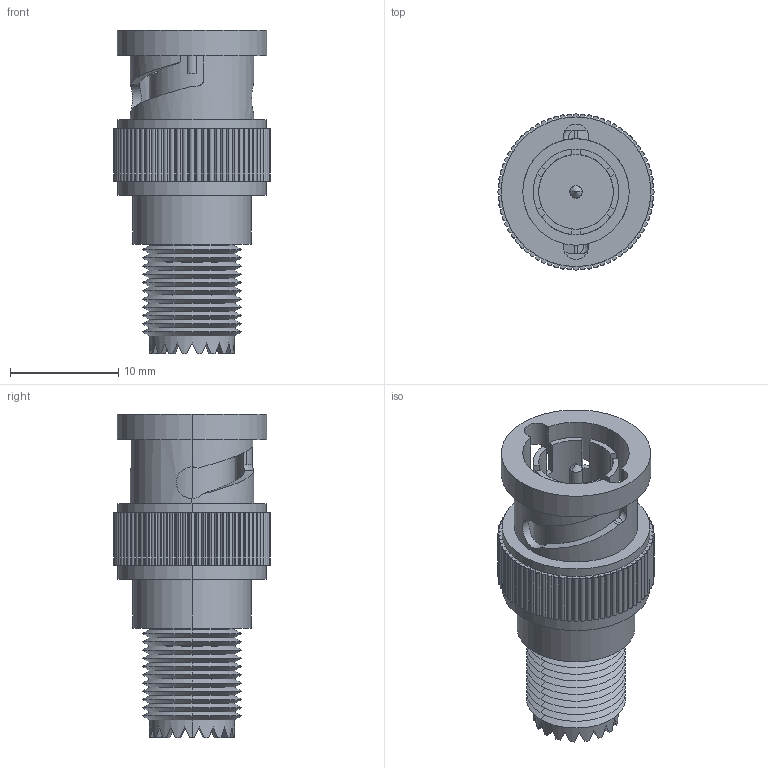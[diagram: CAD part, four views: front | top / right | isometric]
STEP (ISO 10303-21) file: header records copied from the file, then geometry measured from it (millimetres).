
FILE_DESCRIPTION (( 'STEP AP203' ), '1' );
FILE_NAME ('BA882.STEP', '2006-06-30T19:26:16', ( ' ' ), ( ' ' ), 'SwSTEP 2.0', 'SolidWorks 2005354', '' );
FILE_SCHEMA (( 'CONFIG_CONTROL_DESIGN' ));
Length unit declared in the file: inch
Products named in the file (1): BA882
Bounding box: 14.48 x 14.48 x 29.97 mm (x, y, z)
Volume: 2232.5 mm3; surface area: 2720.1 mm2
Topology: 1 solids, 1 shells, 468 faces, 1266 edges, 808 vertices
Faces by surface type: plane 238, cylinder 176, cone 46, bspline 8
Entity records: 15519 total; most frequent: CARTESIAN_POINT 3677, ORIENTED_EDGE 2532, DIRECTION 2468, EDGE_CURVE 1266, AXIS2_PLACEMENT_3D 863, VERTEX_POINT 808, VECTOR 742, LINE 742
